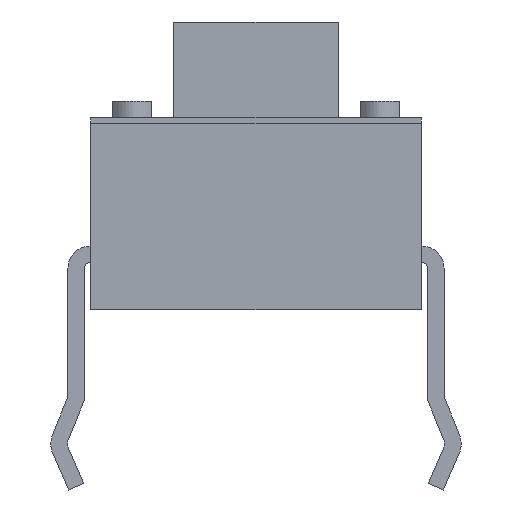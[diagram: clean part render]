
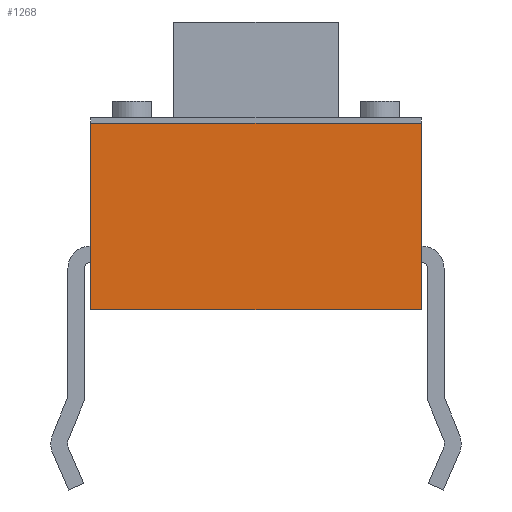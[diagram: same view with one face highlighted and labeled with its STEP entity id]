
A CAD part, front view. The second image highlights one B-rep face of the part: STEP entity #1268.
In plain terms, the highlighted planar face has unit normal (0, -1, 0).
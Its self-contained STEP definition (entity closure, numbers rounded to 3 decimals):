
#72=PLANE('',#1358);
#134=FACE_OUTER_BOUND('',#214,.T.);
#214=EDGE_LOOP('',(#981,#982,#983,#984));
#312=LINE('',#2074,#460);
#313=LINE('',#2077,#461);
#314=LINE('',#2079,#462);
#315=LINE('',#2080,#463);
#460=VECTOR('',#1500,10.);
#461=VECTOR('',#1503,10.);
#462=VECTOR('',#1504,10.);
#463=VECTOR('',#1505,10.);
#613=VERTEX_POINT('',#2067);
#616=VERTEX_POINT('',#2072);
#617=VERTEX_POINT('',#2076);
#618=VERTEX_POINT('',#2078);
#752=EDGE_CURVE('',#613,#616,#312,.T.);
#753=EDGE_CURVE('',#617,#613,#313,.T.);
#754=EDGE_CURVE('',#618,#616,#314,.T.);
#755=EDGE_CURVE('',#617,#618,#315,.T.);
#981=ORIENTED_EDGE('',*,*,#753,.T.);
#982=ORIENTED_EDGE('',*,*,#752,.T.);
#983=ORIENTED_EDGE('',*,*,#754,.F.);
#984=ORIENTED_EDGE('',*,*,#755,.F.);
#1268=ADVANCED_FACE('',(#134),#72,.T.);
#1358=AXIS2_PLACEMENT_3D('',#2075,#1501,#1502);
#1500=DIRECTION('',(0.,0.,-1.));
#1501=DIRECTION('center_axis',(0.,-1.,0.));
#1502=DIRECTION('ref_axis',(-1.,0.,0.));
#1503=DIRECTION('',(-1.,0.,0.));
#1504=DIRECTION('',(-1.,0.,0.));
#1505=DIRECTION('',(0.,0.,-1.));
#2067=CARTESIAN_POINT('',(-2.99,-1.73,-0.1));
#2072=CARTESIAN_POINT('',(-2.99,-1.73,-3.47));
#2074=CARTESIAN_POINT('',(-2.99,-1.73,-0.1));
#2075=CARTESIAN_POINT('Origin',(2.99,-1.73,-0.1));
#2076=CARTESIAN_POINT('',(2.99,-1.73,-0.1));
#2077=CARTESIAN_POINT('',(2.99,-1.73,-0.1));
#2078=CARTESIAN_POINT('',(2.99,-1.73,-3.47));
#2079=CARTESIAN_POINT('',(2.99,-1.73,-3.47));
#2080=CARTESIAN_POINT('',(2.99,-1.73,-0.1));
